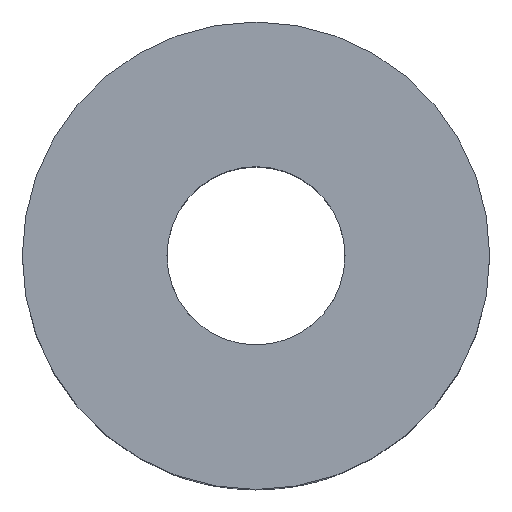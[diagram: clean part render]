
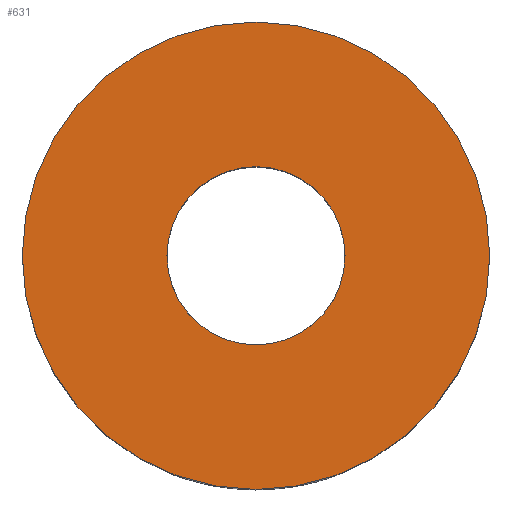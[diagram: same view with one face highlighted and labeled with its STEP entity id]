
A CAD part, top view. The second image highlights one B-rep face of the part: STEP entity #631.
In plain terms, the highlighted planar face has unit normal (0, 0, 1).
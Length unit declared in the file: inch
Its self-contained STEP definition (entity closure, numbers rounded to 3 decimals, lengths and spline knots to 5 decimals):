
#16=PLANE('',#683);
#21=FACE_BOUND('',#100,.T.);
#24=CIRCLE('',#674,0.0825);
#25=CIRCLE('',#675,0.0825);
#30=CIRCLE('',#684,0.21654);
#31=CIRCLE('',#685,0.21654);
#64=FACE_OUTER_BOUND('',#99,.T.);
#99=EDGE_LOOP('',(#480,#481));
#100=EDGE_LOOP('',(#482,#483));
#246=VERTEX_POINT('',#1397);
#247=VERTEX_POINT('',#1399);
#270=VERTEX_POINT('',#1931);
#271=VERTEX_POINT('',#1932);
#319=EDGE_CURVE('',#247,#246,#24,.T.);
#320=EDGE_CURVE('',#246,#247,#25,.T.);
#354=EDGE_CURVE('',#270,#271,#30,.T.);
#355=EDGE_CURVE('',#271,#270,#31,.T.);
#480=ORIENTED_EDGE('',*,*,#354,.F.);
#481=ORIENTED_EDGE('',*,*,#355,.F.);
#482=ORIENTED_EDGE('',*,*,#319,.T.);
#483=ORIENTED_EDGE('',*,*,#320,.T.);
#631=ADVANCED_FACE('',(#64,#21),#16,.T.);
#674=AXIS2_PLACEMENT_3D('',#1400,#715,#716);
#675=AXIS2_PLACEMENT_3D('',#1401,#717,#718);
#683=AXIS2_PLACEMENT_3D('',#1930,#735,#736);
#684=AXIS2_PLACEMENT_3D('',#1933,#737,#738);
#685=AXIS2_PLACEMENT_3D('',#1934,#739,#740);
#715=DIRECTION('center_axis',(0.,0.,-1.));
#716=DIRECTION('ref_axis',(1.,0.,0.));
#717=DIRECTION('center_axis',(0.,0.,-1.));
#718=DIRECTION('ref_axis',(1.,0.,0.));
#735=DIRECTION('center_axis',(0.,0.,1.));
#736=DIRECTION('ref_axis',(1.,0.,0.));
#737=DIRECTION('center_axis',(0.,0.,-1.));
#738=DIRECTION('ref_axis',(1.,0.,0.));
#739=DIRECTION('center_axis',(0.,0.,-1.));
#740=DIRECTION('ref_axis',(1.,0.,0.));
#1397=CARTESIAN_POINT('',(-0.0825,0.,0.13));
#1399=CARTESIAN_POINT('',(0.0825,0.,0.13));
#1400=CARTESIAN_POINT('Origin',(0.,0.,0.13));
#1401=CARTESIAN_POINT('Origin',(0.,0.,0.13));
#1930=CARTESIAN_POINT('Origin',(0.,0.,0.13));
#1931=CARTESIAN_POINT('',(0.21654,0.,0.13));
#1932=CARTESIAN_POINT('',(-0.21654,0.,0.13));
#1933=CARTESIAN_POINT('Origin',(0.,0.,0.13));
#1934=CARTESIAN_POINT('Origin',(0.,0.,0.13));
